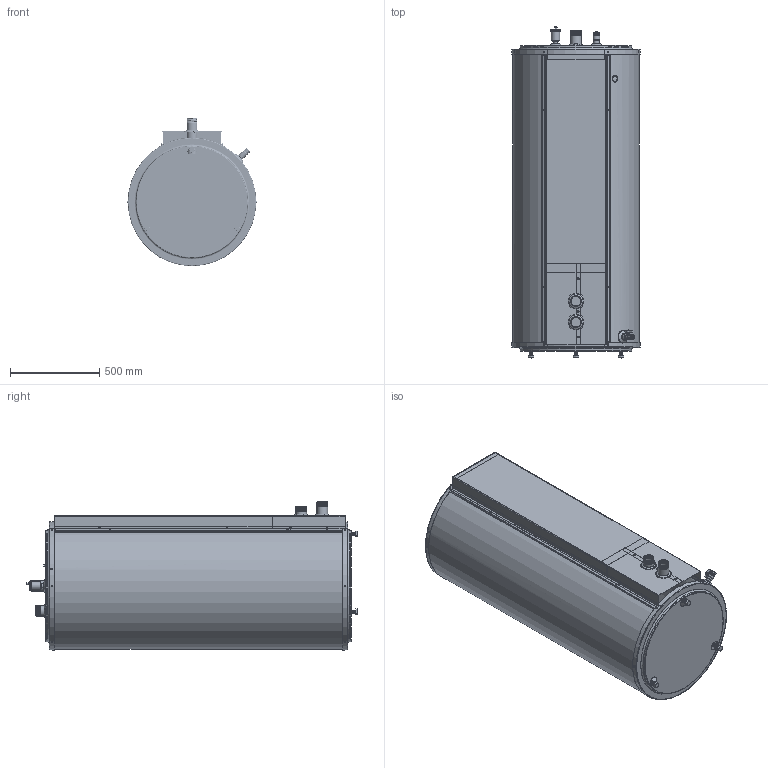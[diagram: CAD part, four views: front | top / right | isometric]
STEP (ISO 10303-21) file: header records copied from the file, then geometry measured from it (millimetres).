
FILE_DESCRIPTION (( 'STEP AP214' ), '1' );
FILE_NAME ('RE 119.STEP', '2019-09-26T18:14:38', ( '' ), ( '' ), 'SwSTEP 2.0', 'SolidWorks 2019', '' );
FILE_SCHEMA (( 'AUTOMOTIVE_DESIGN' ));
Length unit declared in the file: inch
Products named in the file (1): RE 119
Bounding box: 722.43 x 1855.47 x 829.43 mm (x, y, z)
Volume: 5166405 mm3; surface area: 11059408.2 mm2
Topology: 62 solids, 62 shells, 2776 faces, 6291 edges, 3706 vertices
Faces by surface type: plane 1012, cone 881, cylinder 670, bspline 121, torus 78, sphere 14
Full cylindrical faces by diameter (mm): 3.566 x297, 4.762 x6, 4.763 x5, 4.826 x27, 5.08 x14, 5.105 x12, 9.474 x27, 11.113 x1, 12.065 x1, 12.7 x1, 13.97 x1, 14.097 x1, 15.037 x1, 16.667 x1, 17.856 x1, 19.05 x72, 21.59 x2, 22.225 x1, 23.012 x3, 25.4 x3, 27.102 x1, 30.353 x1, 30.607 x1, 32.131 x1, 32.69 x1, 33.338 x1, 33.655 x1, 33.909 x1, 34.671 x1, 35.306 x1
Entity records: 147044 total; most frequent: CARTESIAN_POINT 54198, DIRECTION 11630, ORIENTED_EDGE 9714, EDGE_CURVE 4857, AXIS2_PLACEMENT_3D 4633, EDGE_LOOP 4329, VERTEX_POINT 3632, FACE_OUTER_BOUND 3349
